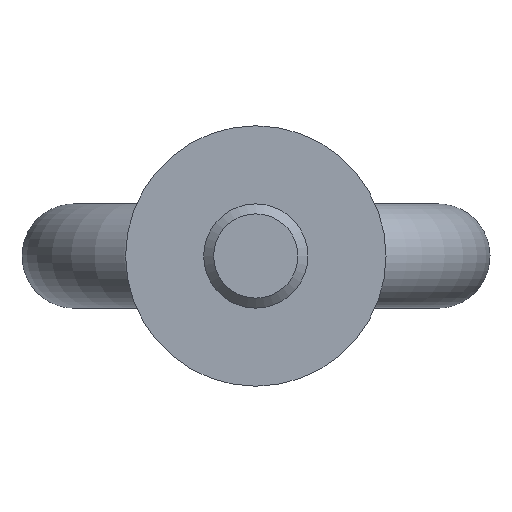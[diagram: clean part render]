
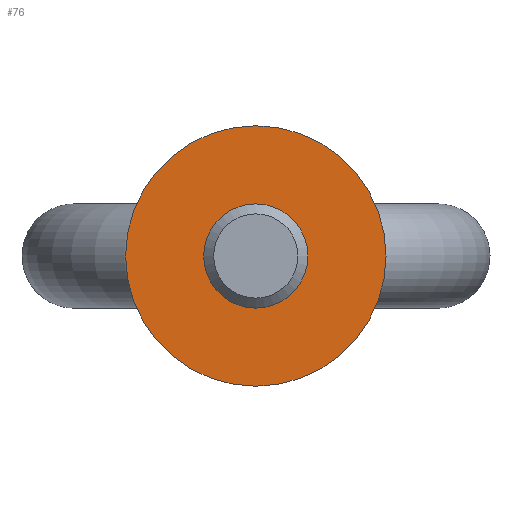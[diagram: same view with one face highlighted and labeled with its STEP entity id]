
A CAD part, front view. The second image highlights one B-rep face of the part: STEP entity #76.
In plain terms, the highlighted planar face has unit normal (0, -1, 0).
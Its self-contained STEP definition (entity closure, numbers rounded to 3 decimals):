
#76 = ADVANCED_FACE( '', ( #90, #91 ), #92, .F. );
#90 = FACE_BOUND( '', #121, .T. );
#91 = FACE_OUTER_BOUND( '', #122, .T. );
#92 = PLANE( '', #123 );
#121 = EDGE_LOOP( '', ( #157 ) );
#122 = EDGE_LOOP( '', ( #158 ) );
#123 = AXIS2_PLACEMENT_3D( '', #159, #160, #161 );
#157 = ORIENTED_EDGE( '', *, *, #229, .F. );
#158 = ORIENTED_EDGE( '', *, *, #230, .T. );
#159 = CARTESIAN_POINT( '', ( 10., -18., 0. ) );
#160 = DIRECTION( '', ( 0., 1., 0. ) );
#161 = DIRECTION( '', ( 0., 0., 1. ) );
#229 = EDGE_CURVE( '', #253, #253, #254, .T. );
#230 = EDGE_CURVE( '', #255, #255, #256, .T. );
#253 = VERTEX_POINT( '', #363 );
#254 = CIRCLE( '', #364, 3.233 );
#255 = VERTEX_POINT( '', #365 );
#256 = CIRCLE( '', #366, 10. );
#363 = CARTESIAN_POINT( '', ( 0., -18., -3.233 ) );
#364 = AXIS2_PLACEMENT_3D( '', #535, #536, #537 );
#365 = CARTESIAN_POINT( '', ( 0., -18., -10. ) );
#366 = AXIS2_PLACEMENT_3D( '', #538, #539, #540 );
#535 = CARTESIAN_POINT( '', ( 0., -18., 0. ) );
#536 = DIRECTION( '', ( 0., -1., 0. ) );
#537 = DIRECTION( '', ( 0., 0., -1. ) );
#538 = CARTESIAN_POINT( '', ( 0., -18., 0. ) );
#539 = DIRECTION( '', ( 0., -1., 0. ) );
#540 = DIRECTION( '', ( 0., 0., -1. ) );
